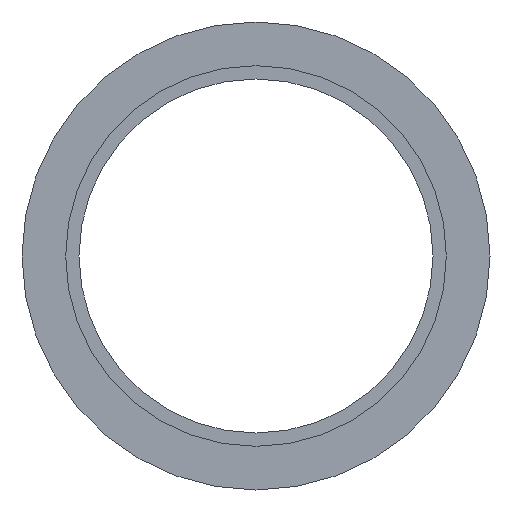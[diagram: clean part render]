
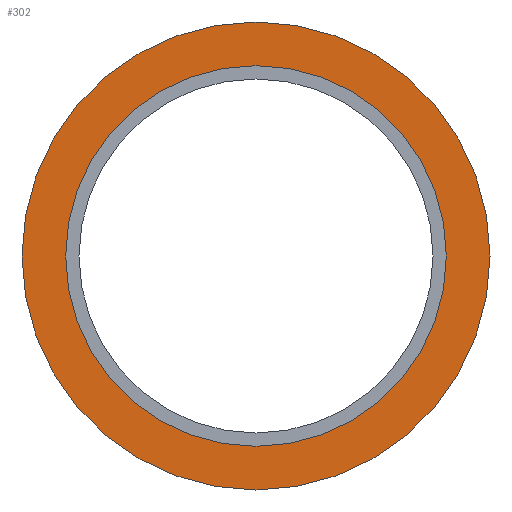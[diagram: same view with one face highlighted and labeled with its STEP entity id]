
A CAD part, front view. The second image highlights one B-rep face of the part: STEP entity #302.
In plain terms, the highlighted planar face has unit normal (0, -1, 0).
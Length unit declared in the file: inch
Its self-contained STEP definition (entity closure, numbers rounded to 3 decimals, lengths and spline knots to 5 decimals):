
#1 = CARTESIAN_POINT ( 'NONE',  ( 0.61, 0., 0. ) ) ;
#7 = DIRECTION ( 'NONE',  ( 1., 0., 0. ) ) ;
#19 = ORIENTED_EDGE ( 'NONE', *, *, #377, .T. ) ;
#20 = EDGE_CURVE ( 'NONE', #369, #79, #128, .T. ) ;
#35 = DIRECTION ( 'NONE',  ( 1., 0., 0. ) ) ;
#42 = AXIS2_PLACEMENT_3D ( 'NONE', #65, #91, #356 ) ;
#47 = CARTESIAN_POINT ( 'NONE',  ( 0., 0., 0. ) ) ;
#65 = CARTESIAN_POINT ( 'NONE',  ( -0.61, 0., 0. ) ) ;
#68 = CIRCLE ( 'NONE', #286, 0.75 ) ;
#74 = CARTESIAN_POINT ( 'NONE',  ( 0., 0., 0. ) ) ;
#79 = VERTEX_POINT ( 'NONE', #167 ) ;
#85 = DIRECTION ( 'NONE',  ( 0., -1., 0. ) ) ;
#91 = DIRECTION ( 'NONE',  ( 0., 1., 0. ) ) ;
#121 = DIRECTION ( 'NONE',  ( 0., -1., 0. ) ) ;
#128 = CIRCLE ( 'NONE', #151, 0.75 ) ;
#132 = CARTESIAN_POINT ( 'NONE',  ( -0.61, 0., 0. ) ) ;
#135 = AXIS2_PLACEMENT_3D ( 'NONE', #47, #85, #371 ) ;
#140 = DIRECTION ( 'NONE',  ( 0., -1., 0. ) ) ;
#151 = AXIS2_PLACEMENT_3D ( 'NONE', #267, #301, #35 ) ;
#160 = DIRECTION ( 'NONE',  ( 1., 0., 0. ) ) ;
#167 = CARTESIAN_POINT ( 'NONE',  ( -0.75, 0., 0. ) ) ;
#171 = FACE_OUTER_BOUND ( 'NONE', #238, .T. ) ;
#188 = EDGE_CURVE ( 'NONE', #283, #266, #295, .T. ) ;
#198 = ORIENTED_EDGE ( 'NONE', *, *, #188, .F. ) ;
#206 = CARTESIAN_POINT ( 'NONE',  ( 0., 0., 0. ) ) ;
#212 = CIRCLE ( 'NONE', #135, 0.61 ) ;
#229 = EDGE_CURVE ( 'NONE', #266, #283, #212, .T. ) ;
#238 = EDGE_LOOP ( 'NONE', ( #310, #19 ) ) ;
#258 = AXIS2_PLACEMENT_3D ( 'NONE', #74, #140, #160 ) ;
#266 = VERTEX_POINT ( 'NONE', #132 ) ;
#267 = CARTESIAN_POINT ( 'NONE',  ( 0., 0., 0. ) ) ;
#283 = VERTEX_POINT ( 'NONE', #1 ) ;
#286 = AXIS2_PLACEMENT_3D ( 'NONE', #206, #121, #7 ) ;
#295 = CIRCLE ( 'NONE', #258, 0.61 ) ;
#301 = DIRECTION ( 'NONE',  ( 0., -1., 0. ) ) ;
#302 = ADVANCED_FACE ( 'NONE', ( #328, #171 ), #332, .F. ) ;
#310 = ORIENTED_EDGE ( 'NONE', *, *, #20, .T. ) ;
#328 = FACE_BOUND ( 'NONE', #372, .T. ) ;
#329 = ORIENTED_EDGE ( 'NONE', *, *, #229, .F. ) ;
#332 = PLANE ( 'NONE',  #42 ) ;
#353 = CARTESIAN_POINT ( 'NONE',  ( 0.75, 0., 0. ) ) ;
#356 = DIRECTION ( 'NONE',  ( -1., 0., 0. ) ) ;
#369 = VERTEX_POINT ( 'NONE', #353 ) ;
#371 = DIRECTION ( 'NONE',  ( 1., 0., 0. ) ) ;
#372 = EDGE_LOOP ( 'NONE', ( #198, #329 ) ) ;
#377 = EDGE_CURVE ( 'NONE', #79, #369, #68, .T. ) ;
